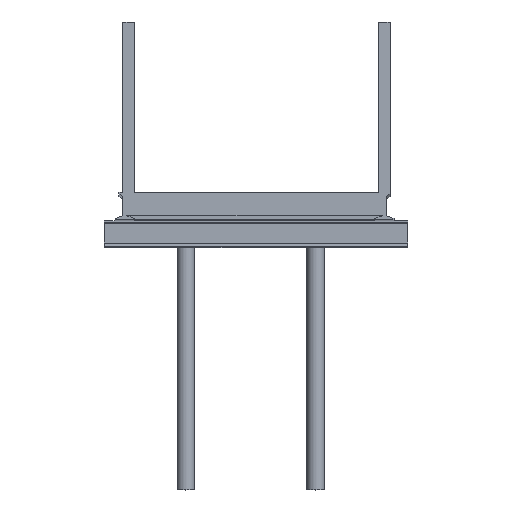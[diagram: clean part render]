
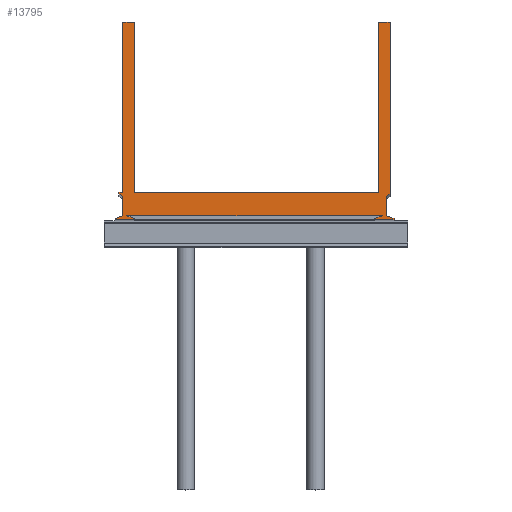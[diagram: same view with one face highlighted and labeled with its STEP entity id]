
A CAD part, top view. The second image highlights one B-rep face of the part: STEP entity #13795.
In plain terms, the highlighted planar face has unit normal (0, 0, 1).
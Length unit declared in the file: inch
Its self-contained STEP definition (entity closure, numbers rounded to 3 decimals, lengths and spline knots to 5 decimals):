
#925=FACE_OUTER_BOUND('',#1824,.T.);
#1824=EDGE_LOOP('',(#12434,#12435,#12436,#12437,#12438,#12439,#12440,#12441,
#12442,#12443,#12444,#12445,#12446,#12447,#12448,#12449,#12450,#12451,#12452,
#12453,#12454,#12455,#12456,#12457));
#3264=LINE('',#20551,#5143);
#3272=LINE('',#20566,#5151);
#3273=LINE('',#20568,#5152);
#3423=LINE('',#20870,#5302);
#3429=LINE('',#20882,#5308);
#3512=LINE('',#21063,#5391);
#3516=LINE('',#21071,#5395);
#3624=LINE('',#21285,#5503);
#3635=LINE('',#21307,#5514);
#3645=LINE('',#21328,#5524);
#3657=LINE('',#21351,#5536);
#3667=LINE('',#21371,#5546);
#3671=LINE('',#21386,#5550);
#3679=LINE('',#21399,#5558);
#3682=LINE('',#21405,#5561);
#3685=LINE('',#21411,#5564);
#3688=LINE('',#21416,#5567);
#3692=LINE('',#21424,#5571);
#3696=LINE('',#21432,#5575);
#3699=LINE('',#21438,#5578);
#3702=LINE('',#21444,#5581);
#3705=LINE('',#21449,#5584);
#3708=LINE('',#21455,#5587);
#3709=LINE('',#21456,#5588);
#5143=VECTOR('',#16881,0.3937);
#5151=VECTOR('',#16893,0.3937);
#5152=VECTOR('',#16896,0.3937);
#5302=VECTOR('',#17152,0.3937);
#5308=VECTOR('',#17162,0.3937);
#5391=VECTOR('',#17309,0.3937);
#5395=VECTOR('',#17313,0.3937);
#5503=VECTOR('',#17459,0.3937);
#5514=VECTOR('',#17488,0.3937);
#5524=VECTOR('',#17516,0.3937);
#5536=VECTOR('',#17546,0.3937);
#5546=VECTOR('',#17574,0.3937);
#5550=VECTOR('',#17598,0.3937);
#5558=VECTOR('',#17610,0.3937);
#5561=VECTOR('',#17615,0.3937);
#5564=VECTOR('',#17620,0.3937);
#5567=VECTOR('',#17625,0.3937);
#5571=VECTOR('',#17633,0.3937);
#5575=VECTOR('',#17639,0.3937);
#5578=VECTOR('',#17644,0.3937);
#5581=VECTOR('',#17649,0.3937);
#5584=VECTOR('',#17654,0.3937);
#5587=VECTOR('',#17663,0.3937);
#5588=VECTOR('',#17664,0.3937);
#6549=VERTEX_POINT('',#20547);
#6551=VERTEX_POINT('',#20550);
#6555=VERTEX_POINT('',#20562);
#6556=VERTEX_POINT('',#20564);
#6653=VERTEX_POINT('',#20866);
#6655=VERTEX_POINT('',#20869);
#6659=VERTEX_POINT('',#20881);
#6724=VERTEX_POINT('',#21060);
#6725=VERTEX_POINT('',#21062);
#6728=VERTEX_POINT('',#21068);
#6729=VERTEX_POINT('',#21070);
#6816=VERTEX_POINT('',#21283);
#6818=VERTEX_POINT('',#21305);
#6820=VERTEX_POINT('',#21327);
#6822=VERTEX_POINT('',#21349);
#6824=VERTEX_POINT('',#21385);
#6827=VERTEX_POINT('',#21398);
#6829=VERTEX_POINT('',#21404);
#6831=VERTEX_POINT('',#21410);
#6833=VERTEX_POINT('',#21422);
#6834=VERTEX_POINT('',#21423);
#6837=VERTEX_POINT('',#21431);
#6839=VERTEX_POINT('',#21437);
#6841=VERTEX_POINT('',#21443);
#8276=EDGE_CURVE('',#6549,#6551,#3264,.T.);
#8284=EDGE_CURVE('',#6555,#6556,#3272,.T.);
#8285=EDGE_CURVE('',#6551,#6556,#3273,.T.);
#8435=EDGE_CURVE('',#6653,#6655,#3423,.T.);
#8441=EDGE_CURVE('',#6655,#6659,#3429,.T.);
#8532=EDGE_CURVE('',#6725,#6724,#3512,.T.);
#8536=EDGE_CURVE('',#6729,#6728,#3516,.T.);
#8644=EDGE_CURVE('',#6728,#6816,#3624,.T.);
#8655=EDGE_CURVE('',#6816,#6818,#3635,.T.);
#8665=EDGE_CURVE('',#6820,#6725,#3645,.T.);
#8677=EDGE_CURVE('',#6818,#6822,#3657,.T.);
#8687=EDGE_CURVE('',#6822,#6820,#3667,.T.);
#8691=EDGE_CURVE('',#6824,#6659,#3671,.T.);
#8699=EDGE_CURVE('',#6724,#6827,#3679,.T.);
#8702=EDGE_CURVE('',#6827,#6829,#3682,.T.);
#8705=EDGE_CURVE('',#6829,#6831,#3685,.T.);
#8708=EDGE_CURVE('',#6831,#6824,#3688,.T.);
#8712=EDGE_CURVE('',#6833,#6834,#3692,.T.);
#8716=EDGE_CURVE('',#6834,#6837,#3696,.T.);
#8719=EDGE_CURVE('',#6837,#6839,#3699,.T.);
#8722=EDGE_CURVE('',#6839,#6841,#3702,.T.);
#8725=EDGE_CURVE('',#6841,#6729,#3705,.T.);
#8728=EDGE_CURVE('',#6653,#6555,#3708,.T.);
#8729=EDGE_CURVE('',#6549,#6833,#3709,.T.);
#12434=ORIENTED_EDGE('',*,*,#8728,.T.);
#12435=ORIENTED_EDGE('',*,*,#8284,.T.);
#12436=ORIENTED_EDGE('',*,*,#8285,.F.);
#12437=ORIENTED_EDGE('',*,*,#8276,.F.);
#12438=ORIENTED_EDGE('',*,*,#8729,.T.);
#12439=ORIENTED_EDGE('',*,*,#8712,.T.);
#12440=ORIENTED_EDGE('',*,*,#8716,.T.);
#12441=ORIENTED_EDGE('',*,*,#8719,.T.);
#12442=ORIENTED_EDGE('',*,*,#8722,.T.);
#12443=ORIENTED_EDGE('',*,*,#8725,.T.);
#12444=ORIENTED_EDGE('',*,*,#8536,.T.);
#12445=ORIENTED_EDGE('',*,*,#8644,.T.);
#12446=ORIENTED_EDGE('',*,*,#8655,.T.);
#12447=ORIENTED_EDGE('',*,*,#8677,.T.);
#12448=ORIENTED_EDGE('',*,*,#8687,.T.);
#12449=ORIENTED_EDGE('',*,*,#8665,.T.);
#12450=ORIENTED_EDGE('',*,*,#8532,.T.);
#12451=ORIENTED_EDGE('',*,*,#8699,.T.);
#12452=ORIENTED_EDGE('',*,*,#8702,.T.);
#12453=ORIENTED_EDGE('',*,*,#8705,.T.);
#12454=ORIENTED_EDGE('',*,*,#8708,.T.);
#12455=ORIENTED_EDGE('',*,*,#8691,.T.);
#12456=ORIENTED_EDGE('',*,*,#8441,.F.);
#12457=ORIENTED_EDGE('',*,*,#8435,.F.);
#13147=PLANE('',#14473);
#13795=ADVANCED_FACE('',(#925),#13147,.T.);
#14473=AXIS2_PLACEMENT_3D('',#21454,#17661,#17662);
#16881=DIRECTION('',(0.,1.,0.));
#16893=DIRECTION('',(0.,1.,0.));
#16896=DIRECTION('',(1.,0.,0.));
#17152=DIRECTION('',(0.,1.,0.));
#17162=DIRECTION('',(1.,0.,0.));
#17309=DIRECTION('',(1.,0.,0.));
#17313=DIRECTION('',(1.,0.,0.));
#17459=DIRECTION('',(0.,1.,0.));
#17488=DIRECTION('',(-0.936,0.351,0.));
#17516=DIRECTION('',(0.,-1.,0.));
#17546=DIRECTION('',(1.,0.,0.));
#17574=DIRECTION('',(-0.936,-0.351,0.));
#17598=DIRECTION('',(0.,1.,0.));
#17610=DIRECTION('',(0.,1.,0.));
#17615=DIRECTION('',(-0.936,0.351,0.));
#17620=DIRECTION('',(0.,1.,0.));
#17625=DIRECTION('',(0.848,0.53,0.));
#17633=DIRECTION('',(0.,-1.,0.));
#17639=DIRECTION('',(0.848,-0.53,0.));
#17644=DIRECTION('',(0.,-1.,0.));
#17649=DIRECTION('',(-0.936,-0.351,0.));
#17654=DIRECTION('',(0.,-1.,0.));
#17661=DIRECTION('center_axis',(0.,0.,1.));
#17662=DIRECTION('ref_axis',(1.,0.,0.));
#17663=DIRECTION('',(-1.,0.,0.));
#17664=DIRECTION('',(-1.,0.,0.));
#20547=CARTESIAN_POINT('',(-34.,3.,0.));
#20550=CARTESIAN_POINT('',(-34.,47.,0.));
#20551=CARTESIAN_POINT('',(-34.,3.,0.));
#20562=CARTESIAN_POINT('',(-31.,3.,0.));
#20564=CARTESIAN_POINT('',(-31.,47.,0.));
#20566=CARTESIAN_POINT('',(-31.,3.,0.));
#20568=CARTESIAN_POINT('',(-34.,47.,0.));
#20866=CARTESIAN_POINT('',(32.,3.,0.));
#20869=CARTESIAN_POINT('',(32.,47.,0.));
#20870=CARTESIAN_POINT('',(32.,3.,0.));
#20881=CARTESIAN_POINT('',(35.,47.,0.));
#20882=CARTESIAN_POINT('',(32.,47.,0.));
#21060=CARTESIAN_POINT('',(36.,-4.,0.));
#21062=CARTESIAN_POINT('',(31.,-4.,0.));
#21063=CARTESIAN_POINT('',(31.,-4.,0.));
#21068=CARTESIAN_POINT('',(-31.,-4.,0.));
#21070=CARTESIAN_POINT('',(-36.,-4.,0.));
#21071=CARTESIAN_POINT('',(-36.,-4.,0.));
#21283=CARTESIAN_POINT('',(-31.,-3.75,0.));
#21285=CARTESIAN_POINT('',(-31.,-4.,0.));
#21305=CARTESIAN_POINT('',(-33.,-3.,0.));
#21307=CARTESIAN_POINT('',(-31.,-3.75,0.));
#21327=CARTESIAN_POINT('',(31.,-3.75,0.));
#21328=CARTESIAN_POINT('',(31.,-3.75,0.));
#21349=CARTESIAN_POINT('',(33.,-3.,0.));
#21351=CARTESIAN_POINT('',(-33.,-3.,0.));
#21371=CARTESIAN_POINT('',(33.,-3.,0.));
#21385=CARTESIAN_POINT('',(35.,2.625,0.));
#21386=CARTESIAN_POINT('',(35.,2.625,0.));
#21398=CARTESIAN_POINT('',(36.,-3.75,0.));
#21399=CARTESIAN_POINT('',(36.,-4.,0.));
#21404=CARTESIAN_POINT('',(34.,-3.,0.));
#21405=CARTESIAN_POINT('',(36.,-3.75,0.));
#21410=CARTESIAN_POINT('',(34.,2.,0.));
#21411=CARTESIAN_POINT('',(34.,-3.,0.));
#21416=CARTESIAN_POINT('',(34.,2.,0.));
#21422=CARTESIAN_POINT('',(-35.,3.,0.));
#21423=CARTESIAN_POINT('',(-35.,2.625,0.));
#21424=CARTESIAN_POINT('',(-35.,3.,0.));
#21431=CARTESIAN_POINT('',(-34.,2.,0.));
#21432=CARTESIAN_POINT('',(-35.,2.625,0.));
#21437=CARTESIAN_POINT('',(-34.,-3.,0.));
#21438=CARTESIAN_POINT('',(-34.,2.,0.));
#21443=CARTESIAN_POINT('',(-36.,-3.75,0.));
#21444=CARTESIAN_POINT('',(-34.,-3.,0.));
#21449=CARTESIAN_POINT('',(-36.,-3.75,0.));
#21454=CARTESIAN_POINT('Origin',(0.,0.,0.));
#21455=CARTESIAN_POINT('',(33.,3.,0.));
#21456=CARTESIAN_POINT('',(33.,3.,0.));
